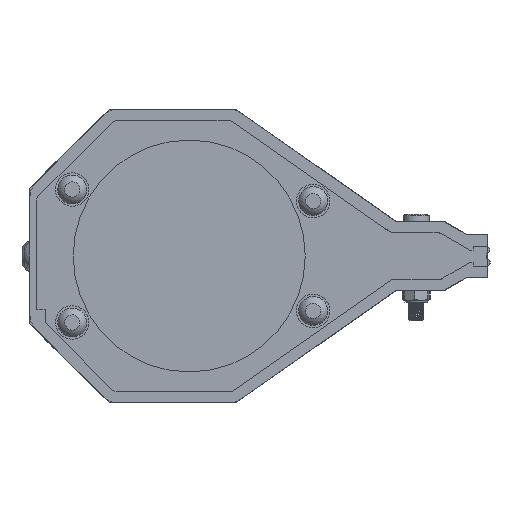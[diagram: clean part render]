
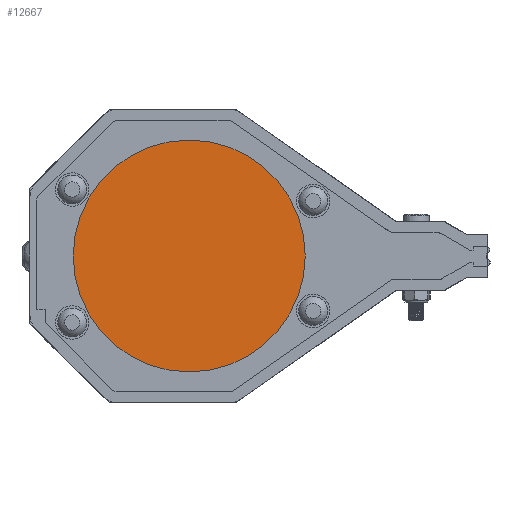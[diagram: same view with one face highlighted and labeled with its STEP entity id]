
A CAD part, left-side view. The second image highlights one B-rep face of the part: STEP entity #12667.
In plain terms, the highlighted planar face has unit normal (-1, 0, 0).
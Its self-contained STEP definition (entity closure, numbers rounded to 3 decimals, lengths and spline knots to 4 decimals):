
#2485=PLANE('',#14184);
#3363=FACE_OUTER_BOUND('',#4609,.T.);
#4609=EDGE_LOOP('',(#11259));
#5564=CIRCLE('',#14183,1.5);
#6666=VERTEX_POINT('',#70050);
#8253=EDGE_CURVE('',#6666,#6666,#5564,.T.);
#11259=ORIENTED_EDGE('',*,*,#8253,.T.);
#12667=ADVANCED_FACE('',(#3363),#2485,.T.);
#14183=AXIS2_PLACEMENT_3D('',#70051,#17469,#17470);
#14184=AXIS2_PLACEMENT_3D('',#70052,#17471,#17472);
#17469=DIRECTION('center_axis',(-1.,0.,0.));
#17470=DIRECTION('ref_axis',(0.,0.,
-1.));
#17471=DIRECTION('center_axis',(-1.,0.,0.));
#17472=DIRECTION('ref_axis',(0.,0.,
1.));
#70050=CARTESIAN_POINT('',(-37.8223,0.,1.5));
#70051=CARTESIAN_POINT('Origin',(-37.8223,0.,
0.));
#70052=CARTESIAN_POINT('Origin',(-37.8223,0.,
0.));
